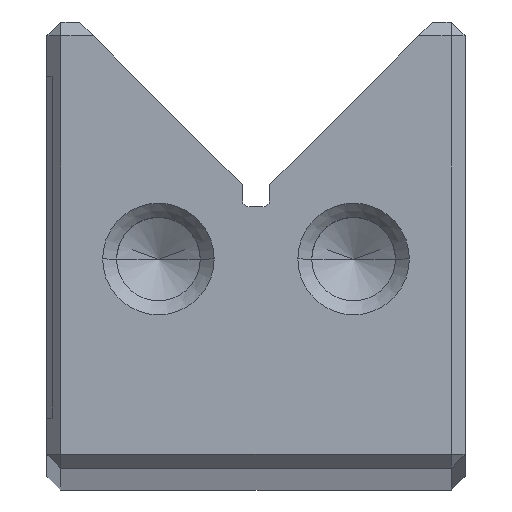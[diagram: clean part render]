
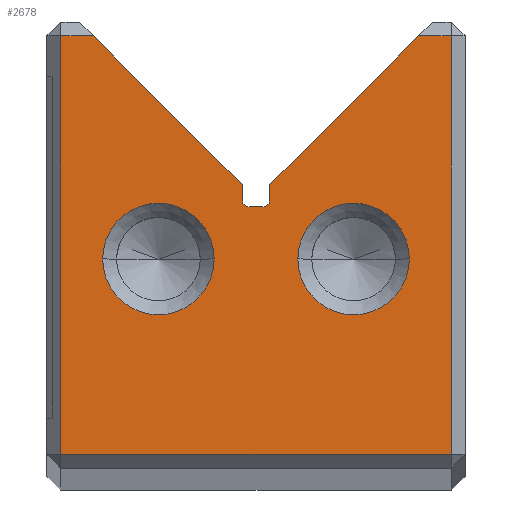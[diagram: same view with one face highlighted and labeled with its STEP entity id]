
A CAD part, top view. The second image highlights one B-rep face of the part: STEP entity #2678.
In plain terms, the highlighted planar face has unit normal (0, 0, 1).
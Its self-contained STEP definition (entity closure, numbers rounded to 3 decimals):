
#2678=ADVANCED_FACE('',(#3465,#3466,#3467),#3049,.F.);
#3049=PLANE('',#9785);
#3305=CIRCLE('',#9637,2.);
#3307=CIRCLE('',#9640,2.);
#3386=CIRCLE('',#9775,0.25);
#3387=CIRCLE('',#9778,0.25);
#3388=CIRCLE('',#9783,2.);
#3389=CIRCLE('',#9784,2.);
#3465=FACE_BOUND('',#3616,.T.);
#3466=FACE_BOUND('',#3617,.T.);
#3467=FACE_BOUND('',#3618,.T.);
#3616=EDGE_LOOP('',(#4729,#4730));
#3617=EDGE_LOOP('',(#4731,#4732));
#3618=EDGE_LOOP('',(#4733,#4734,#4735,#4736,#4737,#4738,#4739,#4740,#4741,
#4742,#4743,#4744));
#4729=ORIENTED_EDGE('',*,*,#7287,.T.);
#4730=ORIENTED_EDGE('',*,*,#7490,.T.);
#4731=ORIENTED_EDGE('',*,*,#7283,.T.);
#4732=ORIENTED_EDGE('',*,*,#7491,.T.);
#4733=ORIENTED_EDGE('',*,*,#7492,.T.);
#4734=ORIENTED_EDGE('',*,*,#7493,.T.);
#4735=ORIENTED_EDGE('',*,*,#7485,.T.);
#4736=ORIENTED_EDGE('',*,*,#7481,.T.);
#4737=ORIENTED_EDGE('',*,*,#7479,.T.);
#4738=ORIENTED_EDGE('',*,*,#7477,.T.);
#4739=ORIENTED_EDGE('',*,*,#7475,.T.);
#4740=ORIENTED_EDGE('',*,*,#7473,.T.);
#4741=ORIENTED_EDGE('',*,*,#7471,.T.);
#4742=ORIENTED_EDGE('',*,*,#7494,.T.);
#4743=ORIENTED_EDGE('',*,*,#7495,.T.);
#4744=ORIENTED_EDGE('',*,*,#7496,.T.);
#6587=VERTEX_POINT('',#12571);
#6588=VERTEX_POINT('',#12573);
#6591=VERTEX_POINT('',#12580);
#6592=VERTEX_POINT('',#12582);
#6713=VERTEX_POINT('',#12940);
#6714=VERTEX_POINT('',#12942);
#6715=VERTEX_POINT('',#12946);
#6716=VERTEX_POINT('',#12950);
#6717=VERTEX_POINT('',#12954);
#6718=VERTEX_POINT('',#12958);
#6719=VERTEX_POINT('',#12962);
#6722=VERTEX_POINT('',#12970);
#6725=VERTEX_POINT('',#12982);
#6726=VERTEX_POINT('',#12983);
#6727=VERTEX_POINT('',#12986);
#6728=VERTEX_POINT('',#12988);
#7283=EDGE_CURVE('',#6588,#6587,#3305,.T.);
#7287=EDGE_CURVE('',#6592,#6591,#3307,.T.);
#7471=EDGE_CURVE('',#6714,#6713,#8363,.T.);
#7473=EDGE_CURVE('',#6715,#6714,#8365,.T.);
#7475=EDGE_CURVE('',#6716,#6715,#3386,.T.);
#7477=EDGE_CURVE('',#6717,#6716,#8368,.T.);
#7479=EDGE_CURVE('',#6718,#6717,#3387,.T.);
#7481=EDGE_CURVE('',#6719,#6718,#8371,.T.);
#7485=EDGE_CURVE('',#6722,#6719,#8375,.T.);
#7490=EDGE_CURVE('',#6591,#6592,#3388,.T.);
#7491=EDGE_CURVE('',#6587,#6588,#3389,.T.);
#7492=EDGE_CURVE('',#6725,#6726,#8380,.T.);
#7493=EDGE_CURVE('',#6726,#6722,#8381,.T.);
#7494=EDGE_CURVE('',#6713,#6727,#8382,.T.);
#7495=EDGE_CURVE('',#6727,#6728,#8383,.T.);
#7496=EDGE_CURVE('',#6728,#6725,#8384,.T.);
#8363=LINE('',#12941,#9121);
#8365=LINE('',#12945,#9123);
#8368=LINE('',#12953,#9126);
#8371=LINE('',#12961,#9129);
#8375=LINE('',#12969,#9133);
#8380=LINE('',#12981,#9138);
#8381=LINE('',#12984,#9139);
#8382=LINE('',#12985,#9140);
#8383=LINE('',#12987,#9141);
#8384=LINE('',#12989,#9142);
#9121=VECTOR('',#10694,1.);
#9123=VECTOR('',#10698,1.);
#9126=VECTOR('',#10707,1.);
#9129=VECTOR('',#10716,1.);
#9133=VECTOR('',#10722,1.);
#9138=VECTOR('',#10735,1.);
#9139=VECTOR('',#10736,1.);
#9140=VECTOR('',#10737,1.);
#9141=VECTOR('',#10738,1.);
#9142=VECTOR('',#10739,1.);
#9637=AXIS2_PLACEMENT_3D('',#12572,#10315,#10316);
#9640=AXIS2_PLACEMENT_3D('',#12581,#10323,#10324);
#9775=AXIS2_PLACEMENT_3D('',#12949,#10702,#10703);
#9778=AXIS2_PLACEMENT_3D('',#12957,#10711,#10712);
#9783=AXIS2_PLACEMENT_3D('',#12979,#10731,#10732);
#9784=AXIS2_PLACEMENT_3D('',#12980,#10733,#10734);
#9785=AXIS2_PLACEMENT_3D('',#12990,#10740,#10741);
#10315=DIRECTION('',(0.,0.,-1.));
#10316=DIRECTION('',(-1.,0.,0.));
#10323=DIRECTION('',(0.,0.,-1.));
#10324=DIRECTION('',(-1.,0.,0.));
#10694=DIRECTION('',(-0.707,0.707,0.));
#10698=DIRECTION('',(0.,1.,0.));
#10702=DIRECTION('',(0.,0.,-1.));
#10703=DIRECTION('',(1.,0.,0.));
#10707=DIRECTION('',(-1.,0.,0.));
#10711=DIRECTION('',(0.,0.,-1.));
#10712=DIRECTION('',(-1.,0.,0.));
#10716=DIRECTION('',(0.,-1.,0.));
#10722=DIRECTION('',(-0.707,-0.707,0.));
#10731=DIRECTION('',(0.,0.,-1.));
#10732=DIRECTION('',(-1.,0.,0.));
#10733=DIRECTION('',(0.,0.,-1.));
#10734=DIRECTION('',(-1.,0.,0.));
#10735=DIRECTION('',(0.,1.,0.));
#10736=DIRECTION('',(-1.,0.,0.));
#10737=DIRECTION('',(-1.,0.,0.));
#10738=DIRECTION('',(0.,-1.,0.));
#10739=DIRECTION('',(1.,0.,0.));
#10740=DIRECTION('',(0.,0.,-1.));
#10741=DIRECTION('',(-1.,0.,0.));
#12571=CARTESIAN_POINT('',(-5.5,7.5,0.));
#12572=CARTESIAN_POINT('',(-3.5,7.5,0.));
#12573=CARTESIAN_POINT('',(-1.5,7.5,0.));
#12580=CARTESIAN_POINT('',(1.5,7.5,0.));
#12581=CARTESIAN_POINT('',(3.5,7.5,0.));
#12582=CARTESIAN_POINT('',(5.5,7.5,0.));
#12940=CARTESIAN_POINT('',(-5.828,15.5,0.));
#12941=CARTESIAN_POINT('',(-6.328,16.,0.));
#12942=CARTESIAN_POINT('',(-0.5,10.172,0.));
#12945=CARTESIAN_POINT('',(-0.5,10.172,0.));
#12946=CARTESIAN_POINT('',(-0.5,9.622,0.));
#12949=CARTESIAN_POINT('',(-0.25,9.622,0.));
#12950=CARTESIAN_POINT('',(-0.25,9.372,0.));
#12953=CARTESIAN_POINT('',(0.25,9.372,0.));
#12954=CARTESIAN_POINT('',(0.25,9.372,0.));
#12957=CARTESIAN_POINT('',(0.25,9.622,0.));
#12958=CARTESIAN_POINT('',(0.5,9.622,0.));
#12961=CARTESIAN_POINT('',(0.5,10.172,0.));
#12962=CARTESIAN_POINT('',(0.5,10.172,0.));
#12969=CARTESIAN_POINT('',(6.328,16.,0.));
#12970=CARTESIAN_POINT('',(5.828,15.5,0.));
#12979=CARTESIAN_POINT('',(3.5,7.5,0.));
#12980=CARTESIAN_POINT('',(-3.5,7.5,0.));
#12981=CARTESIAN_POINT('',(7.,16.,0.));
#12982=CARTESIAN_POINT('',(7.,0.5,0.));
#12983=CARTESIAN_POINT('',(7.,15.5,0.));
#12984=CARTESIAN_POINT('',(6.328,15.5,0.));
#12985=CARTESIAN_POINT('',(-7.5,15.5,0.));
#12986=CARTESIAN_POINT('',(-7.,15.5,0.));
#12987=CARTESIAN_POINT('',(-7.,0.,0.));
#12988=CARTESIAN_POINT('',(-7.,0.5,0.));
#12989=CARTESIAN_POINT('',(7.5,0.5,0.));
#12990=CARTESIAN_POINT('',(0.25,9.622,0.));
